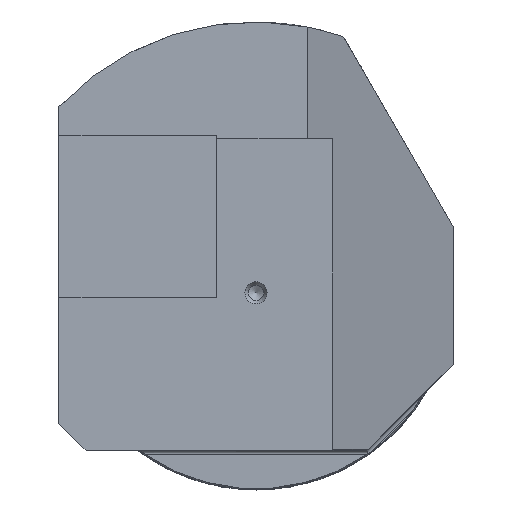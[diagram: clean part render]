
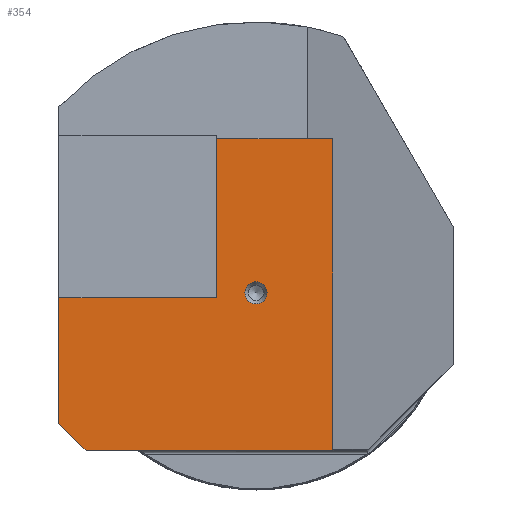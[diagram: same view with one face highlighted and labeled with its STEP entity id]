
A CAD part, left-side view. The second image highlights one B-rep face of the part: STEP entity #354.
In plain terms, the highlighted planar face has unit normal (-1, 0, 0).
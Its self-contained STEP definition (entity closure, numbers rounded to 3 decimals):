
#142=LINE('',#1711,#224);
#145=LINE('',#1730,#227);
#155=LINE('',#1749,#237);
#194=LINE('',#3127,#276);
#199=LINE('',#3138,#281);
#208=LINE('',#3154,#290);
#210=LINE('',#3161,#292);
#211=LINE('',#3162,#293);
#224=VECTOR('',#1274,1.);
#227=VECTOR('',#1285,1.);
#237=VECTOR('',#1299,1.);
#276=VECTOR('',#1466,1.);
#281=VECTOR('',#1477,1.);
#290=VECTOR('',#1492,1.);
#292=VECTOR('',#1502,1.);
#293=VECTOR('',#1503,1.);
#354=ADVANCED_FACE('',(#467,#468),#397,.F.);
#397=PLANE('',#1240);
#467=FACE_BOUND('',#547,.T.);
#468=FACE_BOUND('',#548,.T.);
#547=EDGE_LOOP('',(#818,#819,#820,#821,#822,#823,#824,#825));
#548=EDGE_LOOP('',(#826));
#818=ORIENTED_EDGE('',*,*,#998,.T.);
#819=ORIENTED_EDGE('',*,*,#988,.T.);
#820=ORIENTED_EDGE('',*,*,#982,.F.);
#821=ORIENTED_EDGE('',*,*,#1091,.F.);
#822=ORIENTED_EDGE('',*,*,#1096,.F.);
#823=ORIENTED_EDGE('',*,*,#1108,.T.);
#824=ORIENTED_EDGE('',*,*,#1105,.F.);
#825=ORIENTED_EDGE('',*,*,#1109,.T.);
#826=ORIENTED_EDGE('',*,*,#1110,.T.);
#866=VERTEX_POINT('',#1681);
#876=VERTEX_POINT('',#1710);
#881=VERTEX_POINT('',#1731);
#888=VERTEX_POINT('',#1750);
#953=VERTEX_POINT('',#3126);
#956=VERTEX_POINT('',#3137);
#960=VERTEX_POINT('',#3153);
#961=VERTEX_POINT('',#3155);
#962=VERTEX_POINT('',#3164);
#982=EDGE_CURVE('',#876,#866,#142,.T.);
#988=EDGE_CURVE('',#881,#866,#145,.T.);
#998=EDGE_CURVE('',#888,#881,#155,.T.);
#1091=EDGE_CURVE('',#953,#876,#194,.T.);
#1096=EDGE_CURVE('',#956,#953,#199,.T.);
#1105=EDGE_CURVE('',#960,#961,#208,.T.);
#1108=EDGE_CURVE('',#956,#961,#210,.T.);
#1109=EDGE_CURVE('',#960,#888,#211,.T.);
#1110=EDGE_CURVE('',#962,#962,#1139,.T.);
#1139=CIRCLE('',#1239,2.25);
#1239=AXIS2_PLACEMENT_3D('',#3163,#1504,#1505);
#1240=AXIS2_PLACEMENT_3D('',#3165,#1506,#1507);
#1274=DIRECTION('',(0.,0.,1.));
#1285=DIRECTION('',(0.,1.,0.));
#1299=DIRECTION('',(0.,0.,-1.));
#1466=DIRECTION('',(0.,0.707,0.707));
#1477=DIRECTION('',(0.,1.,0.));
#1492=DIRECTION('',(0.,0.,-1.));
#1502=DIRECTION('',(0.,-0.747,0.665));
#1503=DIRECTION('',(0.,1.,0.));
#1504=DIRECTION('',(1.,0.,0.));
#1505=DIRECTION('',(0.,0.,-1.));
#1506=DIRECTION('',(1.,0.,0.));
#1507=DIRECTION('',(0.,0.,-1.));
#1681=CARTESIAN_POINT('',(10.,40.,-1.));
#1710=CARTESIAN_POINT('',(10.,40.,-26.5));
#1711=CARTESIAN_POINT('',(10.,40.,37.75));
#1730=CARTESIAN_POINT('',(10.,43.,-1.));
#1731=CARTESIAN_POINT('',(10.,8.,-1.));
#1749=CARTESIAN_POINT('',(10.,8.,-32.));
#1750=CARTESIAN_POINT('',(10.,8.,31.25));
#3126=CARTESIAN_POINT('',(10.,34.5,-32.));
#3127=CARTESIAN_POINT('',(10.,40.,-26.5));
#3137=CARTESIAN_POINT('',(10.,-15.206,-32.));
#3138=CARTESIAN_POINT('',(10.,34.5,-32.));
#3153=CARTESIAN_POINT('',(10.,-15.543,31.25));
#3154=CARTESIAN_POINT('',(10.,-15.543,-32.));
#3155=CARTESIAN_POINT('',(10.,-15.543,-31.7));
#3161=CARTESIAN_POINT('',(10.,-7.24,-39.098));
#3162=CARTESIAN_POINT('',(10.,65.,31.25));
#3163=CARTESIAN_POINT('',(10.,0.,0.));
#3164=CARTESIAN_POINT('',(10.,0.,-2.25));
#3165=CARTESIAN_POINT('',(10.,65.,-32.));
